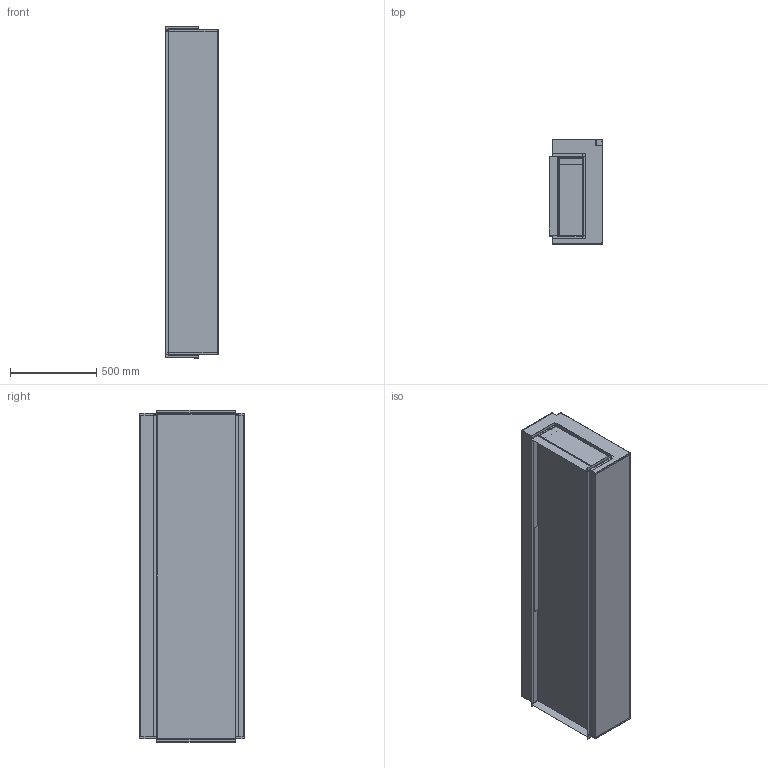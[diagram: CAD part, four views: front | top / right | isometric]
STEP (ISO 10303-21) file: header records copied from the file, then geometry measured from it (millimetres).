
FILE_DESCRIPTION (( 'STEP AP214' ), '1' );
FILE_NAME ('Ignite bold 74 (BXLF1800)_defeature.STEP', '2024-07-18T12:43:18', ( '' ), ( '' ), 'SwSTEP 2.0', 'SolidWorks 2023', '' );
FILE_SCHEMA (( 'AUTOMOTIVE_DESIGN' ));
Length unit declared in the file: millimetre
Products named in the file (1): Ignite bold 74 (BXLF1800)_defeature
Bounding box: 307.03 x 606.8 x 1921.8 mm (x, y, z)
Volume: 7594006.2 mm3; surface area: 8646310 mm2
Topology: 16 solids, 16 shells, 828 faces, 1997 edges, 1239 vertices
Faces by surface type: plane 656, cylinder 158, bspline 14
Entity records: 33919 total; most frequent: CARTESIAN_POINT 5502, ORIENTED_EDGE 3994, DIRECTION 3801, EDGE_CURVE 1997, VECTOR 1573, LINE 1573, VERTEX_POINT 1239, AXIS2_PLACEMENT_3D 1114
